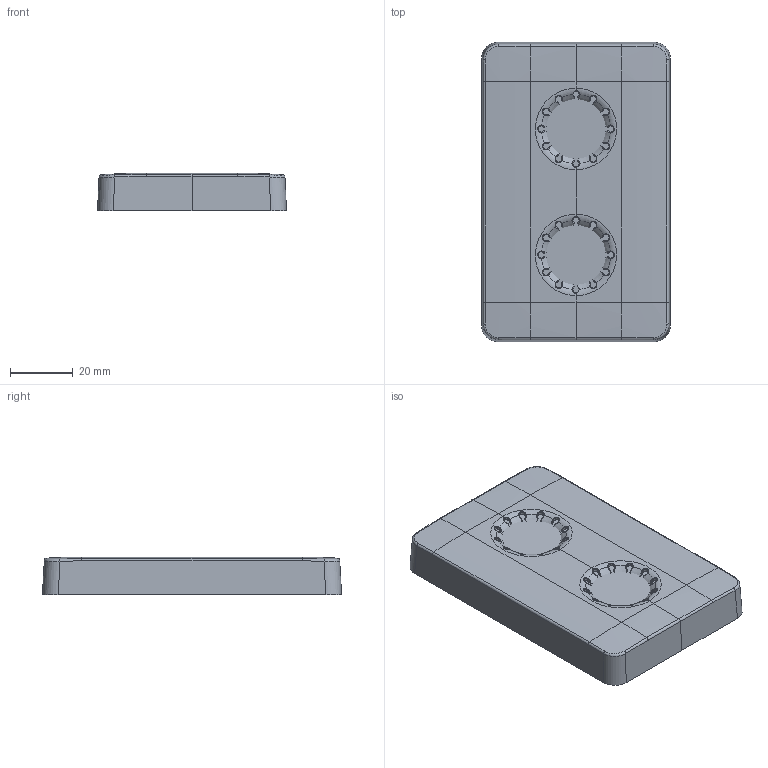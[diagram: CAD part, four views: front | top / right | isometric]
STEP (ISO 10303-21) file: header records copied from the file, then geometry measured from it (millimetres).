
FILE_DESCRIPTION(('CATIA V5 STEP Exchange'),'2;1');
FILE_NAME('STEP_449902_-_TST.stp','2018-02-16T08:58:34+00:00',('none'),('none'),'CATIA Version 5-6 Release 2016 SP4','CATIA V5 STEP AP203','none');
FILE_SCHEMA(('CONFIG_CONTROL_DESIGN'));
Length unit declared in the file: millimetre
Products named in the file (1): 449902-TST
Bounding box: 60 x 95 x 12 mm (x, y, z)
Volume: 53094.2 mm3; surface area: 32585.2 mm2
Topology: 1 solids, 3 shells, 954 faces, 2592 edges, 1572 vertices
Faces by surface type: cylinder 296, bspline 206, torus 170, plane 164, sphere 66, cone 52
Entity records: 41461 total; most frequent: CARTESIAN_POINT 22126, ORIENTED_EDGE 4884, DIRECTION 2600, EDGE_CURVE 2534, VERTEX_POINT 1572, AXIS2_PLACEMENT_3D 1204, B_SPLINE_CURVE_WITH_KNOTS 1128, ADVANCED_FACE 954
